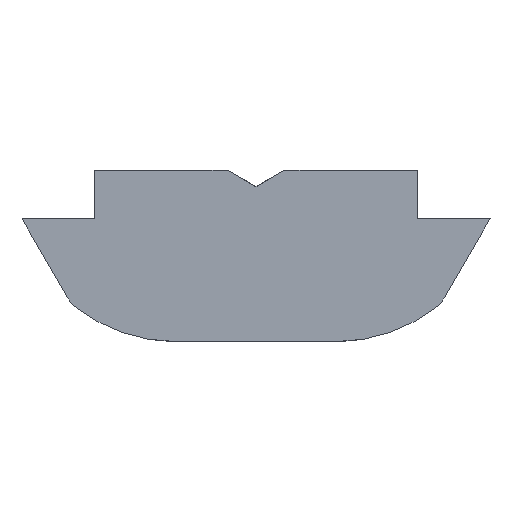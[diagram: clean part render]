
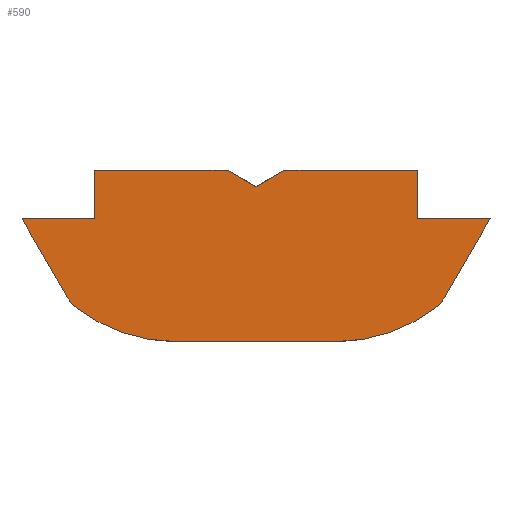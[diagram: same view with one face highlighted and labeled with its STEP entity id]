
A CAD part, left-side view. The second image highlights one B-rep face of the part: STEP entity #590.
In plain terms, the highlighted planar face has unit normal (-1, 0, 0).
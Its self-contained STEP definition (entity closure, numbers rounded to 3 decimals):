
#32=PLANE('',#676);
#77=FACE_OUTER_BOUND('',#108,.T.);
#108=EDGE_LOOP('',(#525,#526,#527,#528,#529,#530,#531,#532,#533,#534,#535,
#536,#537,#538,#539));
#120=LINE('',#940,#171);
#134=LINE('',#979,#185);
#136=LINE('',#983,#187);
#138=LINE('',#987,#189);
#142=LINE('',#1001,#193);
#147=LINE('',#1017,#198);
#150=LINE('',#1023,#201);
#152=LINE('',#1026,#203);
#159=LINE('',#1040,#210);
#162=LINE('',#1046,#213);
#164=LINE('',#1049,#215);
#171=VECTOR('',#738,1.);
#185=VECTOR('',#782,1.);
#187=VECTOR('',#786,1.);
#189=VECTOR('',#790,1.);
#193=VECTOR('',#802,1.);
#198=VECTOR('',#821,1.);
#201=VECTOR('',#826,1.);
#203=VECTOR('',#830,1.);
#210=VECTOR('',#843,1.);
#213=VECTOR('',#848,1.);
#215=VECTOR('',#852,1.);
#231=CIRCLE('',#646,5.);
#235=CIRCLE('',#660,5.);
#237=CIRCLE('',#664,1.);
#239=CIRCLE('',#667,1.);
#262=VERTEX_POINT('',#937);
#263=VERTEX_POINT('',#939);
#267=VERTEX_POINT('',#955);
#268=VERTEX_POINT('',#957);
#273=VERTEX_POINT('',#977);
#274=VERTEX_POINT('',#981);
#275=VERTEX_POINT('',#985);
#277=VERTEX_POINT('',#991);
#280=VERTEX_POINT('',#998);
#281=VERTEX_POINT('',#1000);
#283=VERTEX_POINT('',#1009);
#285=VERTEX_POINT('',#1015);
#287=VERTEX_POINT('',#1021);
#291=VERTEX_POINT('',#1038);
#293=VERTEX_POINT('',#1044);
#323=EDGE_CURVE('',#262,#263,#120,.T.);
#333=EDGE_CURVE('',#268,#267,#231,.T.);
#344=EDGE_CURVE('',#273,#262,#134,.T.);
#346=EDGE_CURVE('',#274,#273,#136,.T.);
#348=EDGE_CURVE('',#275,#267,#138,.T.);
#351=EDGE_CURVE('',#275,#277,#235,.T.);
#354=EDGE_CURVE('',#280,#281,#142,.T.);
#357=EDGE_CURVE('',#280,#268,#237,.T.);
#360=EDGE_CURVE('',#277,#283,#239,.T.);
#363=EDGE_CURVE('',#285,#283,#147,.T.);
#366=EDGE_CURVE('',#287,#285,#150,.T.);
#368=EDGE_CURVE('',#263,#287,#152,.T.);
#375=EDGE_CURVE('',#291,#274,#159,.T.);
#378=EDGE_CURVE('',#293,#291,#162,.T.);
#380=EDGE_CURVE('',#281,#293,#164,.T.);
#525=ORIENTED_EDGE('',*,*,#380,.F.);
#526=ORIENTED_EDGE('',*,*,#354,.F.);
#527=ORIENTED_EDGE('',*,*,#357,.T.);
#528=ORIENTED_EDGE('',*,*,#333,.T.);
#529=ORIENTED_EDGE('',*,*,#348,.F.);
#530=ORIENTED_EDGE('',*,*,#351,.T.);
#531=ORIENTED_EDGE('',*,*,#360,.T.);
#532=ORIENTED_EDGE('',*,*,#363,.F.);
#533=ORIENTED_EDGE('',*,*,#366,.F.);
#534=ORIENTED_EDGE('',*,*,#368,.F.);
#535=ORIENTED_EDGE('',*,*,#323,.F.);
#536=ORIENTED_EDGE('',*,*,#344,.F.);
#537=ORIENTED_EDGE('',*,*,#346,.F.);
#538=ORIENTED_EDGE('',*,*,#375,.F.);
#539=ORIENTED_EDGE('',*,*,#378,.F.);
#590=ADVANCED_FACE('',(#77),#32,.T.);
#646=AXIS2_PLACEMENT_3D('',#958,#756,#757);
#660=AXIS2_PLACEMENT_3D('',#993,#796,#797);
#664=AXIS2_PLACEMENT_3D('',#1005,#808,#809);
#667=AXIS2_PLACEMENT_3D('',#1011,#815,#816);
#676=AXIS2_PLACEMENT_3D('',#1050,#853,#854);
#738=DIRECTION('',(0.,-1.,0.));
#756=DIRECTION('center_axis',(-1.,0.,0.));
#757=DIRECTION('ref_axis',(0.,0.618,-0.786));
#782=DIRECTION('',(0.,-0.866,0.5));
#786=DIRECTION('',(0.,-0.866,-0.5));
#790=DIRECTION('',(0.,1.,0.));
#796=DIRECTION('center_axis',(-1.,0.,0.));
#797=DIRECTION('ref_axis',(0.,0.,-1.));
#802=DIRECTION('',(0.,0.5,0.866));
#808=DIRECTION('center_axis',(-1.,0.,0.));
#809=DIRECTION('ref_axis',(0.,0.866,-0.5));
#815=DIRECTION('center_axis',(-1.,0.,0.));
#816=DIRECTION('ref_axis',(0.,-0.618,-0.786));
#821=DIRECTION('',(0.,0.5,-0.866));
#826=DIRECTION('',(0.,-1.,0.));
#830=DIRECTION('',(0.,0.,-1.));
#843=DIRECTION('',(0.,-1.,0.));
#848=DIRECTION('',(0.,0.,1.));
#852=DIRECTION('',(0.,-1.,0.));
#853=DIRECTION('center_axis',(-1.,0.,0.));
#854=DIRECTION('ref_axis',(0.,-1.,0.));
#937=CARTESIAN_POINT('',(0.,4.134,1.5));
#939=CARTESIAN_POINT('',(0.,0.,1.5));
#940=CARTESIAN_POINT('',(0.,4.134,1.5));
#955=CARTESIAN_POINT('',(0.,7.5,-3.8));
#957=CARTESIAN_POINT('',(0.,10.591,-2.73));
#958=CARTESIAN_POINT('Origin',(0.,7.5,1.2));
#977=CARTESIAN_POINT('',(0.,5.,1.));
#979=CARTESIAN_POINT('',(0.,5.,1.));
#981=CARTESIAN_POINT('',(0.,5.866,1.5));
#983=CARTESIAN_POINT('',(0.,5.866,1.5));
#985=CARTESIAN_POINT('',(0.,2.5,-3.8));
#987=CARTESIAN_POINT('',(0.,2.5,-3.8));
#991=CARTESIAN_POINT('',(0.,-0.591,-2.73));
#993=CARTESIAN_POINT('Origin',(0.,2.5,1.2));
#998=CARTESIAN_POINT('',(0.,10.839,-2.444));
#1000=CARTESIAN_POINT('',(0.,12.25,0.));
#1001=CARTESIAN_POINT('',(0.,10.839,-2.444));
#1005=CARTESIAN_POINT('Origin',(0.,9.973,-1.944));
#1009=CARTESIAN_POINT('',(0.,-0.839,-2.444));
#1011=CARTESIAN_POINT('Origin',(0.,0.027,-1.944));
#1015=CARTESIAN_POINT('',(0.,-2.25,0.));
#1017=CARTESIAN_POINT('',(0.,-2.25,0.));
#1021=CARTESIAN_POINT('',(0.,0.,0.));
#1023=CARTESIAN_POINT('',(0.,0.,0.));
#1026=CARTESIAN_POINT('',(0.,0.,1.5));
#1038=CARTESIAN_POINT('',(0.,10.,1.5));
#1040=CARTESIAN_POINT('',(0.,10.,1.5));
#1044=CARTESIAN_POINT('',(0.,10.,0.));
#1046=CARTESIAN_POINT('',(0.,10.,0.));
#1049=CARTESIAN_POINT('',(0.,12.25,0.));
#1050=CARTESIAN_POINT('Origin',(0.,5.,-0.935));
